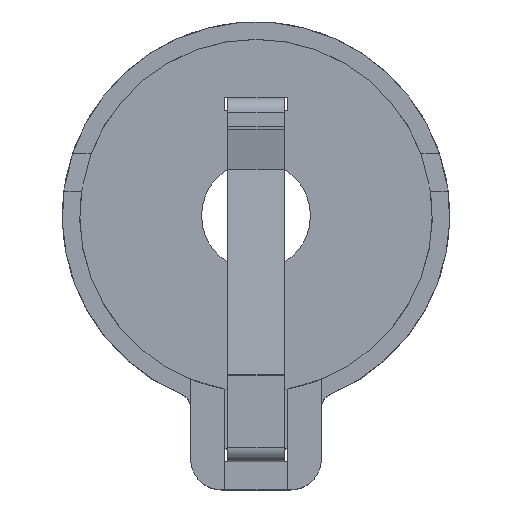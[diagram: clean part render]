
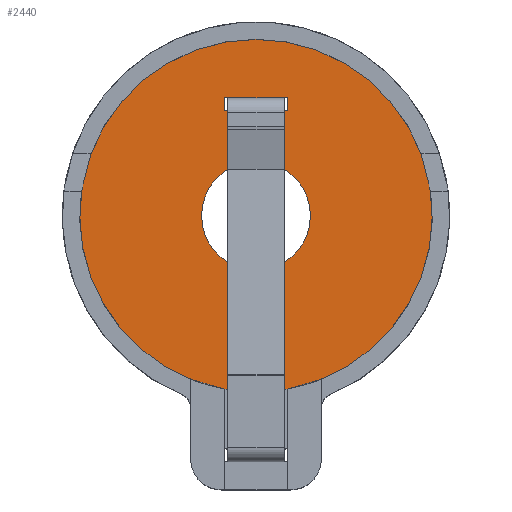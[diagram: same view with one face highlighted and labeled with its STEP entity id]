
A CAD part, top view. The second image highlights one B-rep face of the part: STEP entity #2440.
In plain terms, the highlighted planar face has unit normal (0, 0, 1).
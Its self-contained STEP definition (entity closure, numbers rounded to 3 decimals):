
#1739 = VERTEX_POINT('',#1740);
#1740 = CARTESIAN_POINT('',(0.,-3.176,2.804));
#1746 = EDGE_CURVE('',#1739,#1747,#1749,.T.);
#1747 = VERTEX_POINT('',#1748);
#1748 = CARTESIAN_POINT('',(0.,3.175,2.804));
#1749 = CIRCLE('',#1750,3.175);
#1750 = AXIS2_PLACEMENT_3D('',#1751,#1752,#1753);
#1751 = CARTESIAN_POINT('',(0.,-0.001,
    2.804));
#1752 = DIRECTION('',(-0.,0.,-1.));
#1753 = DIRECTION('',(0.,-1.,0.));
#1779 = VERTEX_POINT('',#1780);
#1780 = CARTESIAN_POINT('',(0.,-10.288,2.804));
#1850 = VERTEX_POINT('',#1851);
#1851 = CARTESIAN_POINT('',(0.,10.287,2.804));
#1857 = EDGE_CURVE('',#1779,#1850,#1858,.T.);
#1858 = CIRCLE('',#1859,10.287);
#1859 = AXIS2_PLACEMENT_3D('',#1860,#1861,#1862);
#1860 = CARTESIAN_POINT('',(0.,-0.001,
    2.804));
#1861 = DIRECTION('',(-0.,0.,-1.));
#1862 = DIRECTION('',(0.,-1.,0.));
#2277 = EDGE_CURVE('',#1850,#1779,#2278,.T.);
#2278 = CIRCLE('',#2279,10.287);
#2279 = AXIS2_PLACEMENT_3D('',#2280,#2281,#2282);
#2280 = CARTESIAN_POINT('',(0.,-0.001,
    2.804));
#2281 = DIRECTION('',(-0.,0.,-1.));
#2282 = DIRECTION('',(0.,-1.,0.));
#2440 = ADVANCED_FACE('',(#2441,#2475,#2479),#2489,.T.);
#2441 = FACE_BOUND('',#2442,.T.);
#2442 = EDGE_LOOP('',(#2443,#2453,#2461,#2469));
#2443 = ORIENTED_EDGE('',*,*,#2444,.T.);
#2444 = EDGE_CURVE('',#2445,#2447,#2449,.T.);
#2445 = VERTEX_POINT('',#2446);
#2446 = CARTESIAN_POINT('',(-1.81,6.121,2.804));
#2447 = VERTEX_POINT('',#2448);
#2448 = CARTESIAN_POINT('',(-1.81,6.883,2.804));
#2449 = LINE('',#2450,#2451);
#2450 = CARTESIAN_POINT('',(-1.81,10.287,2.804));
#2451 = VECTOR('',#2452,1.);
#2452 = DIRECTION('',(0.,1.,0.));
#2453 = ORIENTED_EDGE('',*,*,#2454,.T.);
#2454 = EDGE_CURVE('',#2447,#2455,#2457,.T.);
#2455 = VERTEX_POINT('',#2456);
#2456 = CARTESIAN_POINT('',(1.81,6.883,2.804));
#2457 = LINE('',#2458,#2459);
#2458 = CARTESIAN_POINT('',(0.,6.883,2.804));
#2459 = VECTOR('',#2460,1.);
#2460 = DIRECTION('',(1.,0.,0.));
#2461 = ORIENTED_EDGE('',*,*,#2462,.F.);
#2462 = EDGE_CURVE('',#2463,#2455,#2465,.T.);
#2463 = VERTEX_POINT('',#2464);
#2464 = CARTESIAN_POINT('',(1.81,6.121,2.804));
#2465 = LINE('',#2466,#2467);
#2466 = CARTESIAN_POINT('',(1.81,10.287,2.804));
#2467 = VECTOR('',#2468,1.);
#2468 = DIRECTION('',(0.,1.,0.));
#2469 = ORIENTED_EDGE('',*,*,#2470,.T.);
#2470 = EDGE_CURVE('',#2463,#2445,#2471,.T.);
#2471 = LINE('',#2472,#2473);
#2472 = CARTESIAN_POINT('',(1.81,6.121,2.804));
#2473 = VECTOR('',#2474,1.);
#2474 = DIRECTION('',(-1.,0.,0.));
#2475 = FACE_BOUND('',#2476,.T.);
#2476 = EDGE_LOOP('',(#2477,#2478));
#2477 = ORIENTED_EDGE('',*,*,#1857,.F.);
#2478 = ORIENTED_EDGE('',*,*,#2277,.F.);
#2479 = FACE_BOUND('',#2480,.T.);
#2480 = EDGE_LOOP('',(#2481,#2482));
#2481 = ORIENTED_EDGE('',*,*,#1746,.T.);
#2482 = ORIENTED_EDGE('',*,*,#2483,.T.);
#2483 = EDGE_CURVE('',#1747,#1739,#2484,.T.);
#2484 = CIRCLE('',#2485,3.175);
#2485 = AXIS2_PLACEMENT_3D('',#2486,#2487,#2488);
#2486 = CARTESIAN_POINT('',(0.,-0.001,
    2.804));
#2487 = DIRECTION('',(-0.,0.,-1.));
#2488 = DIRECTION('',(0.,-1.,0.));
#2489 = PLANE('',#2490);
#2490 = AXIS2_PLACEMENT_3D('',#2491,#2492,#2493);
#2491 = CARTESIAN_POINT('',(0.,10.287,2.804));
#2492 = DIRECTION('',(0.,0.,1.));
#2493 = DIRECTION('',(0.,-1.,0.));
